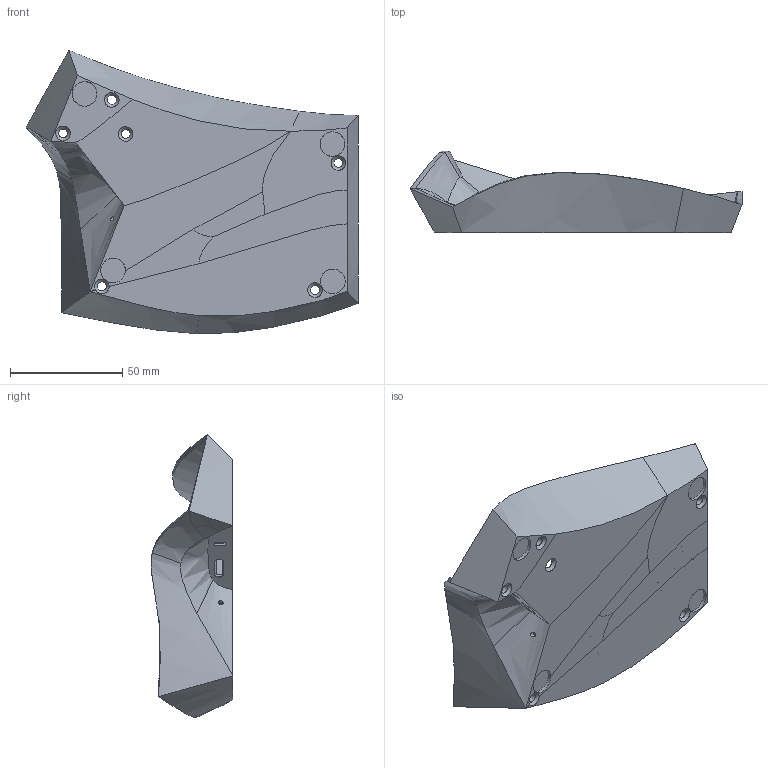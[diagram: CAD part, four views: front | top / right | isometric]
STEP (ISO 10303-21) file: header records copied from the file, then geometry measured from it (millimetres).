
FILE_DESCRIPTION(/* description */ ('','CAx-IF Rec.Pracs.---Representation and Presentation of Product Manufacturing Information (PMI)---4.0---2014-10-13'),/* implementation_level */ '2;1');
FILE_NAME(/* name */ 'cygnus_3x6_bottom_wireless.step',/* time_stamp */ '2025-01-10T14:32:46+02:00',/* author */ (''),/* organization */ (''),/* preprocessor_version */ 'ST-DEVELOPER v20',/* originating_system */ 'Autodesk Translation Framework v13.20.0.188',/* authorisation */ '');
FILE_SCHEMA (('AP242_MANAGED_MODEL_BASED_3D_ENGINEERING_MIM_LF { 1 0 10303 442 1 1 4 }'));
Length unit declared in the file: millimetre
Products named in the file (3): cygnus_3x6_unified; reset switch holder; controller holder wireless
Assembly tree (2 placements, depth 2):
  cygnus_3x6_unified
    reset switch holder
    controller holder wireless
Bounding box: 147.94 x 36.42 x 126.27 mm (x, y, z)
Volume: 38079.1 mm3; surface area: 44660.4 mm2
Topology: 5 solids, 5 shells, 488 faces, 1279 edges, 844 vertices
Faces by surface type: bspline 367, plane 81, cylinder 24, cone 16
Full cylindrical faces by diameter (mm): 2 x1, 4 x7, 10 x3, 11 x4
Entity records: 30941 total; most frequent: CARTESIAN_POINT 21318, ORIENTED_EDGE 2558, EDGE_CURVE 1279, DIRECTION 850, VERTEX_POINT 844, B_SPLINE_CURVE_WITH_KNOTS 758, EDGE_LOOP 551, FACE_OUTER_BOUND 488
